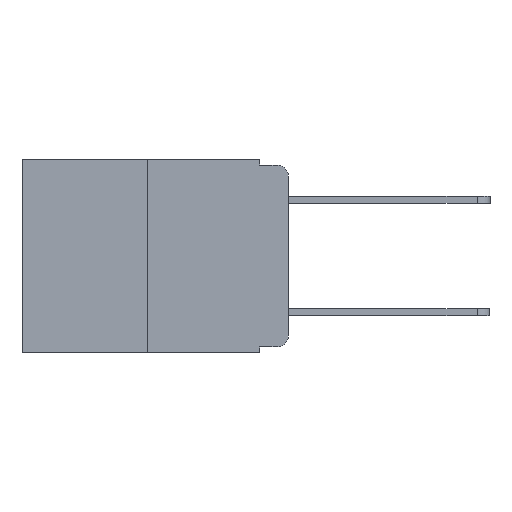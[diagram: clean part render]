
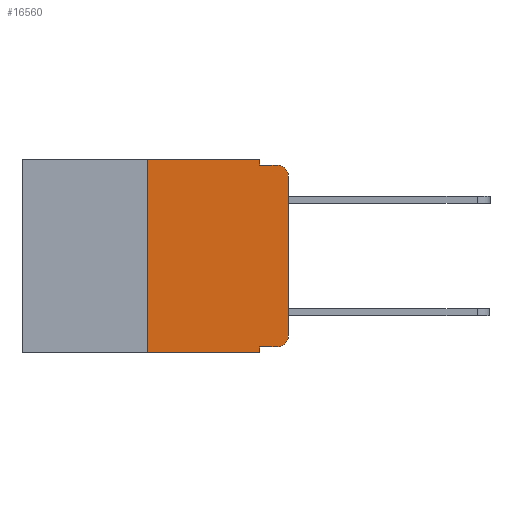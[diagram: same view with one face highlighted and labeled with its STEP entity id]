
A CAD part, left-side view. The second image highlights one B-rep face of the part: STEP entity #16560.
In plain terms, the highlighted planar face has unit normal (-1, 0, 0).
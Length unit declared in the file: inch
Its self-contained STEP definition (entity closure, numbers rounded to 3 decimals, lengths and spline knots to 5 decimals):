
#215 = DIRECTION ( 'NONE',  ( 0., -1., 0. ) ) ;
#487 = DIRECTION ( 'NONE',  ( -1., 0., 0. ) ) ;
#887 = LINE ( 'NONE', #20400, #11215 ) ;
#1577 = DIRECTION ( 'NONE',  ( 1., 0., 0. ) ) ;
#1723 = ORIENTED_EDGE ( 'NONE', *, *, #13957, .T. ) ;
#1943 = CIRCLE ( 'NONE', #9256, 0.02 ) ;
#2016 = CARTESIAN_POINT ( 'NONE',  ( 0., 0.051, -0.333 ) ) ;
#2073 = ORIENTED_EDGE ( 'NONE', *, *, #2619, .F. ) ;
#2619 = EDGE_CURVE ( 'NONE', #8426, #25637, #23580, .T. ) ;
#2720 = ORIENTED_EDGE ( 'NONE', *, *, #8672, .T. ) ;
#2934 = DIRECTION ( 'NONE',  ( 0., 0., 1. ) ) ;
#2955 = EDGE_CURVE ( 'NONE', #18639, #9666, #26040, .T. ) ;
#3204 = LINE ( 'NONE', #12468, #12809 ) ;
#4034 = DIRECTION ( 'NONE',  ( 0., -1., 0. ) ) ;
#4918 = EDGE_CURVE ( 'NONE', #15399, #25637, #3204, .T. ) ;
#4968 = CARTESIAN_POINT ( 'NONE',  ( 0., 0., -0.313 ) ) ;
#5318 = CARTESIAN_POINT ( 'NONE',  ( 0., 0.02, -0.03 ) ) ;
#5473 = LINE ( 'NONE', #9072, #26218 ) ;
#5580 = CARTESIAN_POINT ( 'NONE',  ( 0., 0.051, -0.343 ) ) ;
#5933 = CARTESIAN_POINT ( 'NONE',  ( 0., 0.051, -0.333 ) ) ;
#5996 = DIRECTION ( 'NONE',  ( 0., -1., 0. ) ) ;
#6321 = ORIENTED_EDGE ( 'NONE', *, *, #4918, .T. ) ;
#7130 = EDGE_CURVE ( 'NONE', #9666, #16618, #15882, .T. ) ;
#7383 = DIRECTION ( 'NONE',  ( 0., 0., -1. ) ) ;
#7582 = ORIENTED_EDGE ( 'NONE', *, *, #15453, .T. ) ;
#7775 = DIRECTION ( 'NONE',  ( 0., 0., 1. ) ) ;
#7939 = CARTESIAN_POINT ( 'NONE',  ( 0., 0., -0.03 ) ) ;
#8210 = CARTESIAN_POINT ( 'NONE',  ( 0., 0.051, 0. ) ) ;
#8426 = VERTEX_POINT ( 'NONE', #5933 ) ;
#8539 = ORIENTED_EDGE ( 'NONE', *, *, #12571, .T. ) ;
#8672 = EDGE_CURVE ( 'NONE', #11862, #8761, #21504, .T. ) ;
#8761 = VERTEX_POINT ( 'NONE', #4968 ) ;
#9072 = CARTESIAN_POINT ( 'NONE',  ( 0., 0.25, 0. ) ) ;
#9083 = VERTEX_POINT ( 'NONE', #7939 ) ;
#9256 = AXIS2_PLACEMENT_3D ( 'NONE', #5318, #19497, #7383 ) ;
#9666 = VERTEX_POINT ( 'NONE', #19143 ) ;
#9970 = VECTOR ( 'NONE', #4034, 39.37008 ) ;
#10340 = DIRECTION ( 'NONE',  ( 0., -1., 0. ) ) ;
#11215 = VECTOR ( 'NONE', #10340, 39.37008 ) ;
#11606 = DIRECTION ( 'NONE',  ( 0., 0., -1. ) ) ;
#11830 = PLANE ( 'NONE',  #18205 ) ;
#11862 = VERTEX_POINT ( 'NONE', #20115 ) ;
#12468 = CARTESIAN_POINT ( 'NONE',  ( 0., 0.473, -0.343 ) ) ;
#12571 = EDGE_CURVE ( 'NONE', #9083, #16618, #1943, .T. ) ;
#12599 = AXIS2_PLACEMENT_3D ( 'NONE', #12822, #487, #14879 ) ;
#12674 = CARTESIAN_POINT ( 'NONE',  ( 0., 0.051, 0. ) ) ;
#12809 = VECTOR ( 'NONE', #215, 39.37008 ) ;
#12822 = CARTESIAN_POINT ( 'NONE',  ( 0., 0.02, -0.313 ) ) ;
#13379 = EDGE_LOOP ( 'NONE', ( #1723, #8539, #13935, #25146, #15185, #16474, #6321, #2073, #7582, #2720 ) ) ;
#13935 = ORIENTED_EDGE ( 'NONE', *, *, #7130, .F. ) ;
#13957 = EDGE_CURVE ( 'NONE', #8761, #9083, #24671, .T. ) ;
#14061 = CARTESIAN_POINT ( 'NONE',  ( 0., 0.02, -0.01 ) ) ;
#14879 = DIRECTION ( 'NONE',  ( 0., 0., -1. ) ) ;
#15185 = ORIENTED_EDGE ( 'NONE', *, *, #22232, .F. ) ;
#15399 = VERTEX_POINT ( 'NONE', #20105 ) ;
#15453 = EDGE_CURVE ( 'NONE', #8426, #11862, #21289, .T. ) ;
#15882 = LINE ( 'NONE', #16112, #20606 ) ;
#15915 = DIRECTION ( 'NONE',  ( 0., 0., -1. ) ) ;
#16112 = CARTESIAN_POINT ( 'NONE',  ( 0., 0.051, -0.01 ) ) ;
#16474 = ORIENTED_EDGE ( 'NONE', *, *, #22480, .F. ) ;
#16560 = ADVANCED_FACE ( 'NONE', ( #23385 ), #11830, .F. ) ;
#16618 = VERTEX_POINT ( 'NONE', #14061 ) ;
#17811 = VERTEX_POINT ( 'NONE', #23590 ) ;
#18205 = AXIS2_PLACEMENT_3D ( 'NONE', #25810, #1577, #15915 ) ;
#18639 = VERTEX_POINT ( 'NONE', #23231 ) ;
#18798 = VECTOR ( 'NONE', #7775, 39.37008 ) ;
#19143 = CARTESIAN_POINT ( 'NONE',  ( 0., 0.051, -0.01 ) ) ;
#19497 = DIRECTION ( 'NONE',  ( -1., 0., 0. ) ) ;
#20105 = CARTESIAN_POINT ( 'NONE',  ( 0., 0.25, -0.343 ) ) ;
#20115 = CARTESIAN_POINT ( 'NONE',  ( 0., 0.02, -0.333 ) ) ;
#20400 = CARTESIAN_POINT ( 'NONE',  ( 0., 0.473, 0. ) ) ;
#20606 = VECTOR ( 'NONE', #5996, 39.37008 ) ;
#20820 = VECTOR ( 'NONE', #11606, 39.37008 ) ;
#21289 = LINE ( 'NONE', #2016, #9970 ) ;
#21504 = CIRCLE ( 'NONE', #12599, 0.02 ) ;
#22232 = EDGE_CURVE ( 'NONE', #17811, #18639, #887, .T. ) ;
#22480 = EDGE_CURVE ( 'NONE', #15399, #17811, #5473, .T. ) ;
#22956 = VECTOR ( 'NONE', #25163, 39.37008 ) ;
#23231 = CARTESIAN_POINT ( 'NONE',  ( 0., 0.051, 0. ) ) ;
#23385 = FACE_OUTER_BOUND ( 'NONE', #13379, .T. ) ;
#23580 = LINE ( 'NONE', #8210, #22956 ) ;
#23590 = CARTESIAN_POINT ( 'NONE',  ( 0., 0.25, 0. ) ) ;
#24671 = LINE ( 'NONE', #25832, #18798 ) ;
#25146 = ORIENTED_EDGE ( 'NONE', *, *, #2955, .F. ) ;
#25163 = DIRECTION ( 'NONE',  ( 0., 0., -1. ) ) ;
#25637 = VERTEX_POINT ( 'NONE', #5580 ) ;
#25810 = CARTESIAN_POINT ( 'NONE',  ( 0., 0.473, 0. ) ) ;
#25832 = CARTESIAN_POINT ( 'NONE',  ( 0., 0., 0. ) ) ;
#26040 = LINE ( 'NONE', #12674, #20820 ) ;
#26218 = VECTOR ( 'NONE', #2934, 39.37008 ) ;
